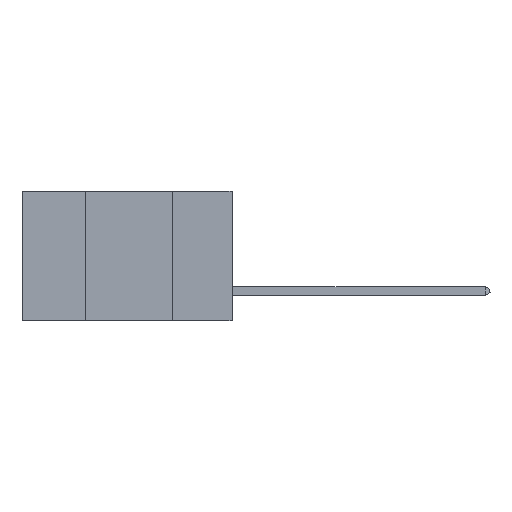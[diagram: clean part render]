
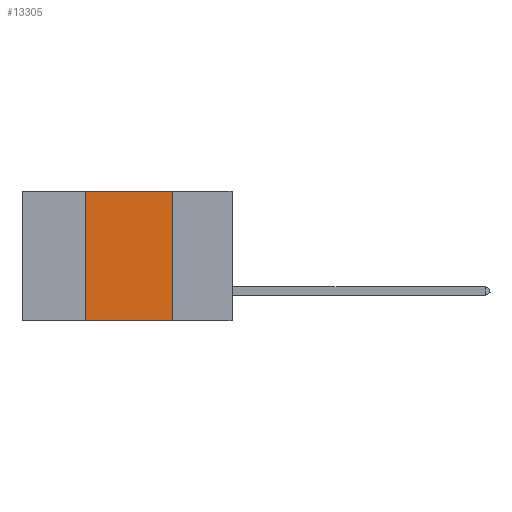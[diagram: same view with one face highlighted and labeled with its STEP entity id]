
A CAD part, left-side view. The second image highlights one B-rep face of the part: STEP entity #13305.
In plain terms, the highlighted planar face has unit normal (-1, 0, 0).
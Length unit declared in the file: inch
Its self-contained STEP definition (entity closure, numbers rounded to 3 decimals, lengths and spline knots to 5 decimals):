
#97 = CARTESIAN_POINT ( 'NONE',  ( 0., 0.42, 0. ) ) ;
#177 = ORIENTED_EDGE ( 'NONE', *, *, #5274, .F. ) ;
#191 = LINE ( 'NONE', #16274, #6468 ) ;
#953 = VERTEX_POINT ( 'NONE', #9396 ) ;
#1167 = VERTEX_POINT ( 'NONE', #97 ) ;
#1302 = LINE ( 'NONE', #12605, #9094 ) ;
#1463 = DIRECTION ( 'NONE',  ( 0., -1., 0. ) ) ;
#2531 = CARTESIAN_POINT ( 'NONE',  ( 0., 0.17, 0. ) ) ;
#2814 = ORIENTED_EDGE ( 'NONE', *, *, #14163, .T. ) ;
#4177 = CARTESIAN_POINT ( 'NONE',  ( 0., 0.6, 0. ) ) ;
#5274 = EDGE_CURVE ( 'NONE', #1167, #9346, #191, .T. ) ;
#6221 = DIRECTION ( 'NONE',  ( 0., 0., 1. ) ) ;
#6468 = VECTOR ( 'NONE', #14921, 39.37008 ) ;
#6862 = VECTOR ( 'NONE', #8412, 39.37008 ) ;
#6915 = CARTESIAN_POINT ( 'NONE',  ( 0., 0.17, -0.37 ) ) ;
#7594 = FACE_OUTER_BOUND ( 'NONE', #8432, .T. ) ;
#8043 = CARTESIAN_POINT ( 'NONE',  ( 0., 0.17, 0. ) ) ;
#8094 = VECTOR ( 'NONE', #6221, 39.37008 ) ;
#8412 = DIRECTION ( 'NONE',  ( 0., 0., -1. ) ) ;
#8432 = EDGE_LOOP ( 'NONE', ( #15601, #177, #17512, #2814 ) ) ;
#9094 = VECTOR ( 'NONE', #1463, 39.37008 ) ;
#9346 = VERTEX_POINT ( 'NONE', #8043 ) ;
#9392 = EDGE_CURVE ( 'NONE', #9346, #13791, #17550, .T. ) ;
#9396 = CARTESIAN_POINT ( 'NONE',  ( 0., 0.42, -0.37 ) ) ;
#9716 = DIRECTION ( 'NONE',  ( 1., 0., 0. ) ) ;
#10359 = CARTESIAN_POINT ( 'NONE',  ( 0., 0.42, 0. ) ) ;
#11115 = DIRECTION ( 'NONE',  ( 0., 0., -1. ) ) ;
#12455 = LINE ( 'NONE', #10359, #8094 ) ;
#12518 = PLANE ( 'NONE',  #17795 ) ;
#12605 = CARTESIAN_POINT ( 'NONE',  ( 0., 0.6, -0.37 ) ) ;
#13305 = ADVANCED_FACE ( 'NONE', ( #7594 ), #12518, .F. ) ;
#13791 = VERTEX_POINT ( 'NONE', #6915 ) ;
#14163 = EDGE_CURVE ( 'NONE', #953, #13791, #1302, .T. ) ;
#14921 = DIRECTION ( 'NONE',  ( 0., -1., 0. ) ) ;
#15210 = EDGE_CURVE ( 'NONE', #953, #1167, #12455, .T. ) ;
#15601 = ORIENTED_EDGE ( 'NONE', *, *, #9392, .F. ) ;
#16274 = CARTESIAN_POINT ( 'NONE',  ( 0., 0.6, 0. ) ) ;
#17512 = ORIENTED_EDGE ( 'NONE', *, *, #15210, .F. ) ;
#17550 = LINE ( 'NONE', #2531, #6862 ) ;
#17795 = AXIS2_PLACEMENT_3D ( 'NONE', #4177, #9716, #11115 ) ;
